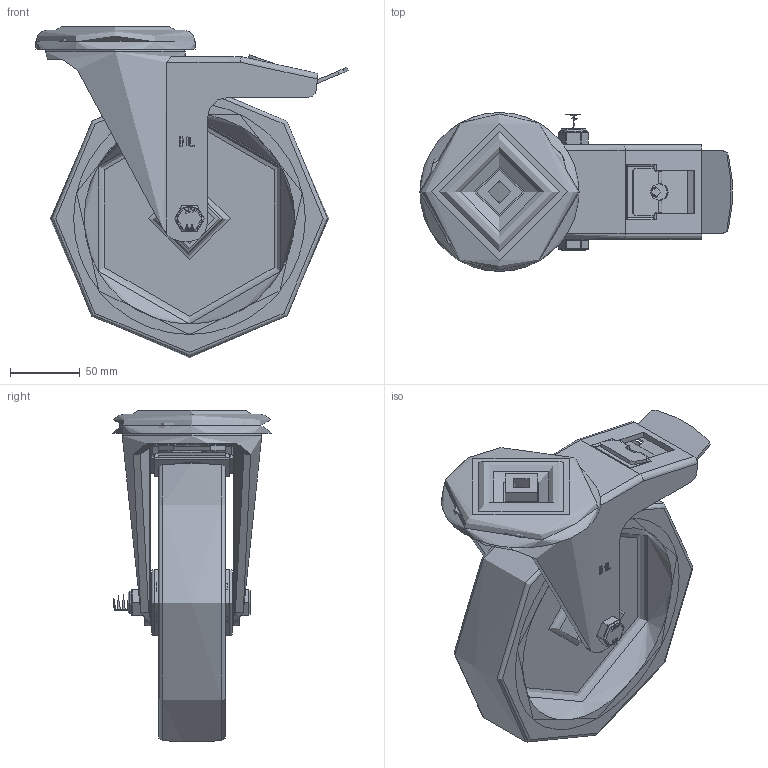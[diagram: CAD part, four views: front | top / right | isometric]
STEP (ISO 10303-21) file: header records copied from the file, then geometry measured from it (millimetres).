
FILE_DESCRIPTION(/* description */ ('','CAx-IF Rec.Pracs.---Representation and Presentation of Product Manufacturing Information (PMI)---4.0---2014-10-13'),/* implementation_level */ '2;1');
FILE_NAME(/* name */ 'BZMM200NPBBH16SWB.step',/* time_stamp */ '2024-11-22T12:08:26Z',/* author */ (''),/* organization */ (''),/* preprocessor_version */ 'ST-DEVELOPER v20',/* originating_system */ 'Autodesk Translation Framework v13.20.0.188',/* authorisation */ '');
FILE_SCHEMA (('AP242_MANAGED_MODEL_BASED_3D_ENGINEERING_MIM_LF { 1 0 10303 442 1 1 4 }'));
Length unit declared in the file: millimetre
Products named in the file (25): BZMM200NPBBH16SWB; BZMM200ASBH16SWB v1; ZINC PLATED, PRESSED STEEL HEAD; ZINC PLATED, PRESSED STEEL FORKS; ZINC PLATED, PRESSED STEEL BRAKE PEDAL; BRAKE PAD; BRAKE PAD Geometry; BRAKE BOLT; BZH200WNPRB v1; POLYURETHANE TYRE; NYLON RIM; NYLON RIM Geometry; CAP; ROLLER BEARING; CAGE; Pattern; Component1; TUBEM20X60 v1; ZINC PLATED STEEL TUBE; HEXBOLTM12X90Z8.8 v2; GRADE 8.8 ZINC PLATED BOLT; NYLOCM12Z v1; NYLOC NUT; NUT; RUBBER
Assembly tree (31 placements, depth 5):
  BZMM200NPBBH16SWB
    BZMM200ASBH16SWB v1
      ZINC PLATED, PRESSED STEEL HEAD
      ZINC PLATED, PRESSED STEEL FORKS
      ZINC PLATED, PRESSED STEEL BRAKE PEDAL
      BRAKE PAD
        BRAKE PAD Geometry
        BRAKE BOLT
    BZH200WNPRB v1
      POLYURETHANE TYRE
      NYLON RIM
        NYLON RIM Geometry
        CAP
      ROLLER BEARING
        CAGE
        Pattern
          Component1  x8
    TUBEM20X60 v1
      ZINC PLATED STEEL TUBE
    HEXBOLTM12X90Z8.8 v2
      GRADE 8.8 ZINC PLATED BOLT
    NYLOCM12Z v1
      NYLOC NUT
        NUT
        RUBBER
Bounding box: 223.67 x 114 x 237.87 mm (x, y, z)
Volume: 1122712.1 mm3; surface area: 338845.6 mm2
Topology: 21 solids, 21 shells, 668 faces, 1698 edges, 1089 vertices
Faces by surface type: plane 332, cylinder 235, bspline 46, torus 25, sphere 24, cone 6
Full cylindrical faces by diameter (mm): 7 x16, 7.5 x8, 8 x1, 9.836 x16, 11.834 x16, 12 x3, 12.2 x2, 12.5 x1, 14 x2, 16.2 x1, 17.75 x1, 18.5 x1, 19.9 x1, 20 x1, 20.5 x1, 21 x1, 32.5 x3, 34 x1, 35 x1, 36 x2, 41 x1, 47 x1, 47.5 x2, 52 x1, 74 x1, 92 x1, 100 x1, 104 x1, 114 x1, 151 x2
Entity records: 34889 total; most frequent: CARTESIAN_POINT 18529, ORIENTED_EDGE 3354, DIRECTION 3199, EDGE_CURVE 1677, AXIS2_PLACEMENT_3D 1144, VERTEX_POINT 1075, LINE 911, VECTOR 911
